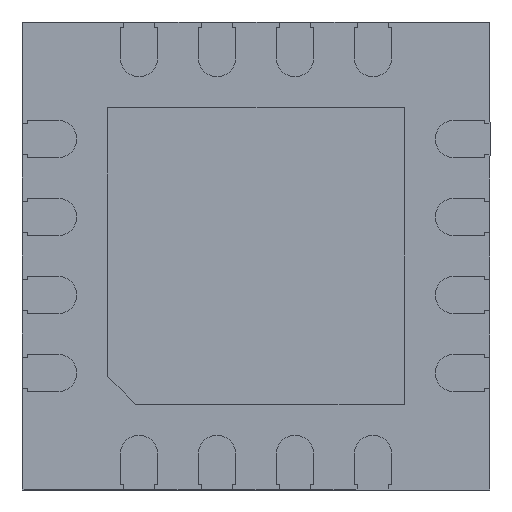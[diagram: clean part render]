
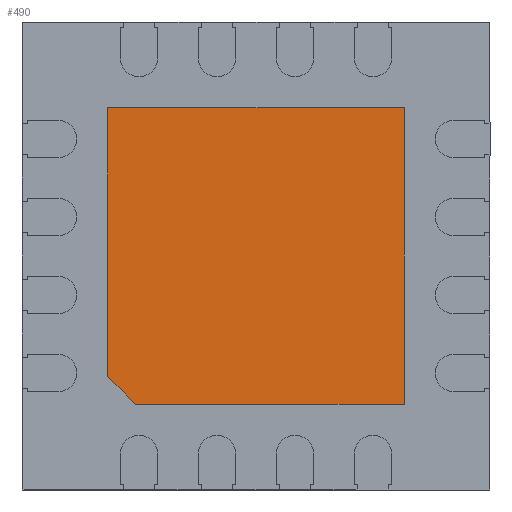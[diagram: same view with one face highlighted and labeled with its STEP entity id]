
A CAD part, front view. The second image highlights one B-rep face of the part: STEP entity #490.
In plain terms, the highlighted planar face has unit normal (0, -1, 0).
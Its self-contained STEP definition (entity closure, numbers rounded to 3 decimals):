
#178 = DIRECTION ( 'NONE',  ( 0., 0., -1. ) ) ;
#334 = EDGE_CURVE ( 'NONE', #9143, #2622, #5235, .T. ) ;
#490 = ADVANCED_FACE ( 'NONE', ( #10916 ), #10012, .T. ) ;
#1205 = EDGE_LOOP ( 'NONE', ( #1538, #4642, #4518, #9786, #6876 ) ) ;
#1271 = EDGE_CURVE ( 'NONE', #2622, #6010, #1421, .T. ) ;
#1421 = LINE ( 'NONE', #7020, #8072 ) ;
#1490 = DIRECTION ( 'NONE',  ( -1., 0., 0. ) ) ;
#1538 = ORIENTED_EDGE ( 'NONE', *, *, #10293, .F. ) ;
#1548 = CARTESIAN_POINT ( 'NONE',  ( -0.773, 0., -0.95 ) ) ;
#2139 = LINE ( 'NONE', #10258, #4851 ) ;
#2423 = EDGE_CURVE ( 'NONE', #6010, #2514, #2139, .T. ) ;
#2514 = VERTEX_POINT ( 'NONE', #5631 ) ;
#2622 = VERTEX_POINT ( 'NONE', #3372 ) ;
#2746 = CARTESIAN_POINT ( 'NONE',  ( 0., 0., 0. ) ) ;
#3211 = VECTOR ( 'NONE', #4968, 1000. ) ;
#3263 = CARTESIAN_POINT ( 'NONE',  ( -0.95, 0., -0.773 ) ) ;
#3345 = VECTOR ( 'NONE', #5449, 1000. ) ;
#3372 = CARTESIAN_POINT ( 'NONE',  ( -0.773, 0., -0.95 ) ) ;
#3374 = CARTESIAN_POINT ( 'NONE',  ( 0.95, 0., -0.95 ) ) ;
#3726 = EDGE_CURVE ( 'NONE', #2514, #5690, #7651, .T. ) ;
#4518 = ORIENTED_EDGE ( 'NONE', *, *, #2423, .F. ) ;
#4642 = ORIENTED_EDGE ( 'NONE', *, *, #3726, .F. ) ;
#4851 = VECTOR ( 'NONE', #11268, 1000. ) ;
#4968 = DIRECTION ( 'NONE',  ( 1., 0., 0. ) ) ;
#5214 = CARTESIAN_POINT ( 'NONE',  ( 0.95, 0., 0.95 ) ) ;
#5225 = CARTESIAN_POINT ( 'NONE',  ( 0.95, 0., 0.95 ) ) ;
#5235 = LINE ( 'NONE', #1548, #9403 ) ;
#5449 = DIRECTION ( 'NONE',  ( 0., 0., -1. ) ) ;
#5631 = CARTESIAN_POINT ( 'NONE',  ( -0.95, 0., 0.95 ) ) ;
#5690 = VERTEX_POINT ( 'NONE', #5225 ) ;
#5853 = CARTESIAN_POINT ( 'NONE',  ( -0.95, 0., 0.95 ) ) ;
#5859 = AXIS2_PLACEMENT_3D ( 'NONE', #2746, #6307, #178 ) ;
#6010 = VERTEX_POINT ( 'NONE', #3263 ) ;
#6307 = DIRECTION ( 'NONE',  ( 0., -1., 0. ) ) ;
#6876 = ORIENTED_EDGE ( 'NONE', *, *, #334, .F. ) ;
#7020 = CARTESIAN_POINT ( 'NONE',  ( -0.95, 0., -0.773 ) ) ;
#7651 = LINE ( 'NONE', #5853, #3211 ) ;
#7854 = DIRECTION ( 'NONE',  ( -0.707, 0., 0.707 ) ) ;
#8072 = VECTOR ( 'NONE', #7854, 1000. ) ;
#8095 = LINE ( 'NONE', #5214, #3345 ) ;
#9143 = VERTEX_POINT ( 'NONE', #3374 ) ;
#9403 = VECTOR ( 'NONE', #1490, 1000. ) ;
#9786 = ORIENTED_EDGE ( 'NONE', *, *, #1271, .F. ) ;
#10012 = PLANE ( 'NONE',  #5859 ) ;
#10258 = CARTESIAN_POINT ( 'NONE',  ( -0.95, 0., 0.95 ) ) ;
#10293 = EDGE_CURVE ( 'NONE', #5690, #9143, #8095, .T. ) ;
#10916 = FACE_OUTER_BOUND ( 'NONE', #1205, .T. ) ;
#11268 = DIRECTION ( 'NONE',  ( 0., 0., 1. ) ) ;
